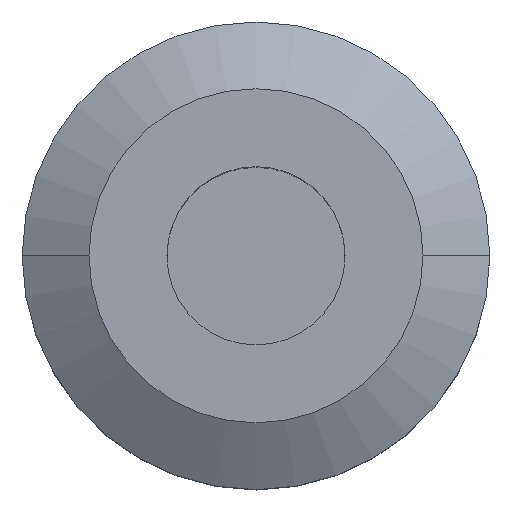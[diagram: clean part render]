
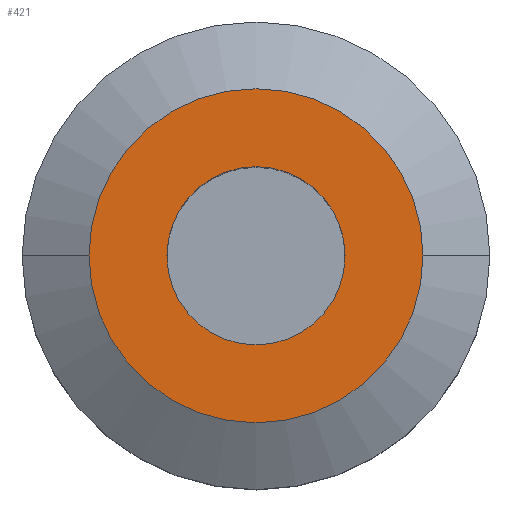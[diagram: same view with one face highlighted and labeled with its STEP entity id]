
A CAD part, top view. The second image highlights one B-rep face of the part: STEP entity #421.
In plain terms, the highlighted planar face has unit normal (0, 0, 1).
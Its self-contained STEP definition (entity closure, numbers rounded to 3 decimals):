
#13 = CARTESIAN_POINT ( 'NONE',  ( 0., 0., 53.25 ) ) ;
#21 = AXIS2_PLACEMENT_3D ( 'NONE', #259, #1535, #1286 ) ;
#160 = CIRCLE ( 'NONE', #775, 15. ) ;
#172 = EDGE_CURVE ( 'NONE', #848, #1549, #160, .T. ) ;
#184 = CARTESIAN_POINT ( 'NONE',  ( 0., 0., 53.25 ) ) ;
#192 = CARTESIAN_POINT ( 'NONE',  ( 0., 0., 53.25 ) ) ;
#198 = DIRECTION ( 'NONE',  ( -1., 0., 0. ) ) ;
#214 = CIRCLE ( 'NONE', #899, 8. ) ;
#259 = CARTESIAN_POINT ( 'NONE',  ( 0., 0., 53.25 ) ) ;
#312 = DIRECTION ( 'NONE',  ( 0., 0., -1. ) ) ;
#322 = DIRECTION ( 'NONE',  ( 1., 0., 0. ) ) ;
#421 = ADVANCED_FACE ( 'NONE', ( #1344, #1408 ), #1451, .T. ) ;
#457 = EDGE_LOOP ( 'NONE', ( #1649, #1019 ) ) ;
#566 = AXIS2_PLACEMENT_3D ( 'NONE', #722, #587, #322 ) ;
#577 = DIRECTION ( 'NONE',  ( 0., 0., -1. ) ) ;
#587 = DIRECTION ( 'NONE',  ( 0., 0., 1. ) ) ;
#612 = ORIENTED_EDGE ( 'NONE', *, *, #772, .T. ) ;
#619 = VERTEX_POINT ( 'NONE', #1612 ) ;
#628 = VERTEX_POINT ( 'NONE', #1481 ) ;
#676 = CIRCLE ( 'NONE', #830, 15. ) ;
#702 = DIRECTION ( 'NONE',  ( 0., 0., -1. ) ) ;
#722 = CARTESIAN_POINT ( 'NONE',  ( 0., 15., 53.25 ) ) ;
#772 = EDGE_CURVE ( 'NONE', #619, #628, #1309, .T. ) ;
#775 = AXIS2_PLACEMENT_3D ( 'NONE', #184, #312, #1616 ) ;
#830 = AXIS2_PLACEMENT_3D ( 'NONE', #13, #702, #198 ) ;
#848 = VERTEX_POINT ( 'NONE', #1271 ) ;
#851 = ORIENTED_EDGE ( 'NONE', *, *, #1120, .T. ) ;
#899 = AXIS2_PLACEMENT_3D ( 'NONE', #192, #577, #1338 ) ;
#1019 = ORIENTED_EDGE ( 'NONE', *, *, #1074, .F. ) ;
#1074 = EDGE_CURVE ( 'NONE', #1549, #848, #676, .T. ) ;
#1120 = EDGE_CURVE ( 'NONE', #628, #619, #214, .T. ) ;
#1123 = CARTESIAN_POINT ( 'NONE',  ( 15., 0., 53.25 ) ) ;
#1201 = EDGE_LOOP ( 'NONE', ( #851, #612 ) ) ;
#1271 = CARTESIAN_POINT ( 'NONE',  ( -15., 0., 53.25 ) ) ;
#1286 = DIRECTION ( 'NONE',  ( -1., 0., 0. ) ) ;
#1309 = CIRCLE ( 'NONE', #21, 8. ) ;
#1338 = DIRECTION ( 'NONE',  ( -1., 0., 0. ) ) ;
#1344 = FACE_BOUND ( 'NONE', #1201, .T. ) ;
#1408 = FACE_OUTER_BOUND ( 'NONE', #457, .T. ) ;
#1451 = PLANE ( 'NONE',  #566 ) ;
#1481 = CARTESIAN_POINT ( 'NONE',  ( -8., 0., 53.25 ) ) ;
#1535 = DIRECTION ( 'NONE',  ( 0., 0., -1. ) ) ;
#1549 = VERTEX_POINT ( 'NONE', #1123 ) ;
#1612 = CARTESIAN_POINT ( 'NONE',  ( 8., 0., 53.25 ) ) ;
#1616 = DIRECTION ( 'NONE',  ( -1., 0., 0. ) ) ;
#1649 = ORIENTED_EDGE ( 'NONE', *, *, #172, .F. ) ;
